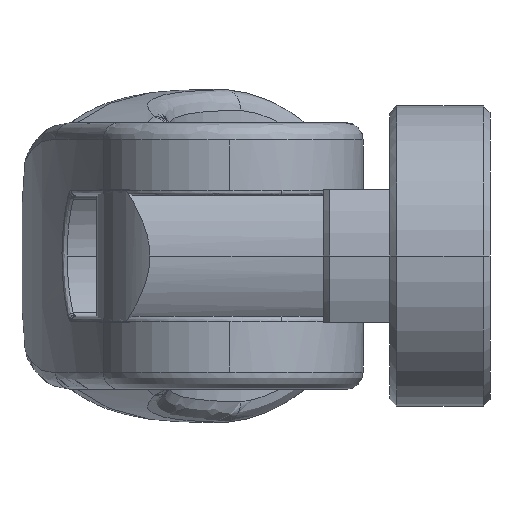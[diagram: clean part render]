
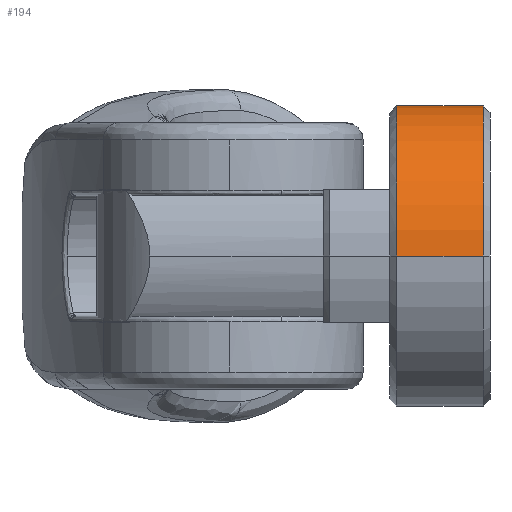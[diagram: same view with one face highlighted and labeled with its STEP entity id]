
A CAD part, left-side view. The second image highlights one B-rep face of the part: STEP entity #194.
In plain terms, the highlighted cylindrical face has radius 11.25 mm (diameter 22.5 mm), a partial arc.
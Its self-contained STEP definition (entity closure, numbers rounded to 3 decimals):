
#194=ADVANCED_FACE('',(#532),#533,.T.);
#532=FACE_OUTER_BOUND('',#1027,.T.);
#533=CYLINDRICAL_SURFACE('',#1028,11.25);
#1027=EDGE_LOOP('',(#11710,#11711,#11712,#11713));
#1028=AXIS2_PLACEMENT_3D('',#11714,#11715,#11716);
#11710=ORIENTED_EDGE('',*,*,#12843,.F.);
#11711=ORIENTED_EDGE('',*,*,#12844,.T.);
#11712=ORIENTED_EDGE('',*,*,#12845,.F.);
#11713=ORIENTED_EDGE('',*,*,#12846,.F.);
#11714=CARTESIAN_POINT('',(0.,3.75,0.0));
#11715=DIRECTION('',(0.0,1.0,-0.0));
#11716=DIRECTION('',(1.0,0.0,0.0));
#12843=EDGE_CURVE('',#13376,#13368,#13377,.T.);
#12844=EDGE_CURVE('',#13376,#13378,#13379,.T.);
#12845=EDGE_CURVE('',#13372,#13378,#13380,.T.);
#12846=EDGE_CURVE('',#13368,#13372,#13381,.T.);
#13368=VERTEX_POINT('',#14119);
#13372=VERTEX_POINT('',#14124);
#13376=VERTEX_POINT('',#14129);
#13377=LINE('',#14130,#14131);
#13378=VERTEX_POINT('',#14132);
#13379=CIRCLE('',#14133,11.25);
#13380=LINE('',#14134,#14135);
#13381=CIRCLE('',#14136,11.25);
#14119=CARTESIAN_POINT('',(11.25,0.5,0.0));
#14124=CARTESIAN_POINT('',(-11.25,0.5,0.));
#14129=CARTESIAN_POINT('',(11.25,7.,0.0));
#14130=CARTESIAN_POINT('',(11.25,3.75,0.));
#14131=VECTOR('',#18512,1.0);
#14132=CARTESIAN_POINT('',(-11.25,7.,0.));
#14133=AXIS2_PLACEMENT_3D('',#18513,#18514,#18515);
#14134=CARTESIAN_POINT('',(-11.25,3.75,0.));
#14135=VECTOR('',#18516,1.0);
#14136=AXIS2_PLACEMENT_3D('',#18517,#18518,#18519);
#18512=DIRECTION('',(-0.0,-1.0,0.0));
#18513=CARTESIAN_POINT('',(0.,7.,0.0));
#18514=DIRECTION('',(0.0,-1.0,0.0));
#18515=DIRECTION('',(1.0,0.0,0.0));
#18516=DIRECTION('',(0.0,1.0,0.0));
#18517=CARTESIAN_POINT('',(0.,0.5,0.0));
#18518=DIRECTION('',(0.0,-1.0,0.0));
#18519=DIRECTION('',(1.0,0.0,0.0));
